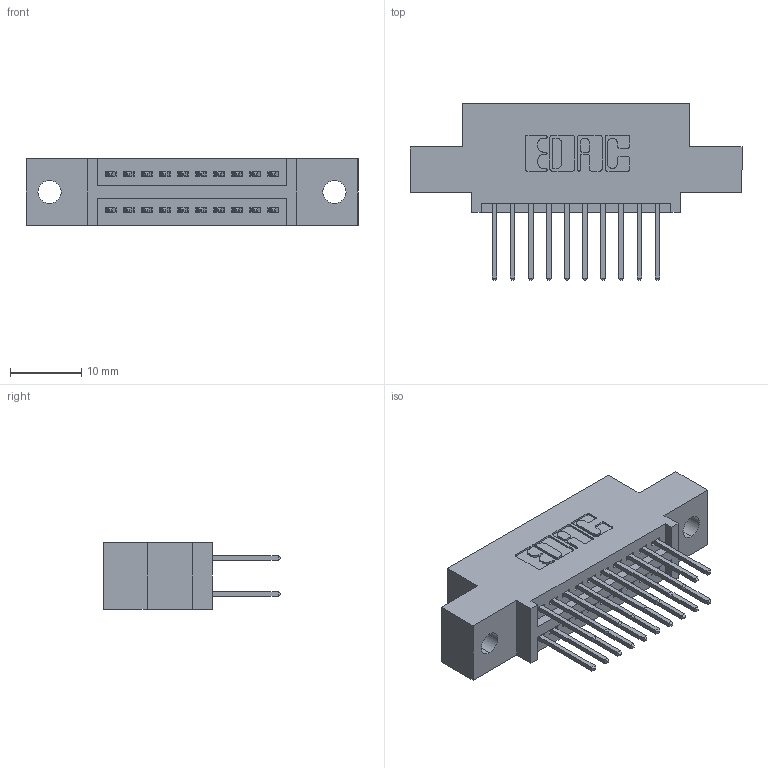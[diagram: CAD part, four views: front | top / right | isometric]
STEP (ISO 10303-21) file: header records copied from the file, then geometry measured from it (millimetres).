
FILE_DESCRIPTION (( 'STEP AP203' ), '1' );
FILE_NAME ('395-020-523-502.STEP', '2019-10-15T20:59:11', ( '' ), ( '' ), 'SwSTEP 2.0', 'SolidWorks 2016', '' );
FILE_SCHEMA (( 'CONFIG_CONTROL_DESIGN' ));
Length unit declared in the file: inch
Products named in the file (3): 345 Part_0.110 Offset - 0.128 Dia; 345-292-001_345-293-123; 395-020-523-502
Assembly tree (21 placements, depth 2):
  395-020-523-502
    345 Part_0.110 Offset - 0.128 Dia
    345-292-001_345-293-123  x20
Bounding box: 46.61 x 24.82 x 9.4 mm (x, y, z)
Volume: 4161.6 mm3; surface area: 5535.7 mm2
Topology: 21 solids, 21 shells, 1130 faces, 3333 edges, 2194 vertices
Faces by surface type: plane 744, cylinder 386
Entity records: 12307 total; most frequent: CARTESIAN_POINT 2096, ORIENTED_EDGE 2030, DIRECTION 1887, EDGE_CURVE 1015, VECTOR 843, LINE 843, VERTEX_POINT 674, AXIS2_PLACEMENT_3D 522
